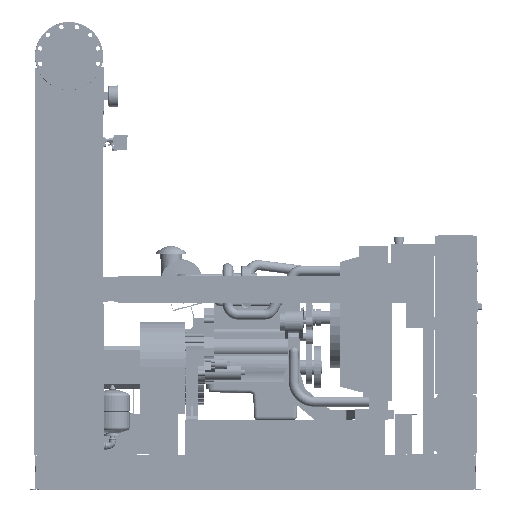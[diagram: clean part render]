
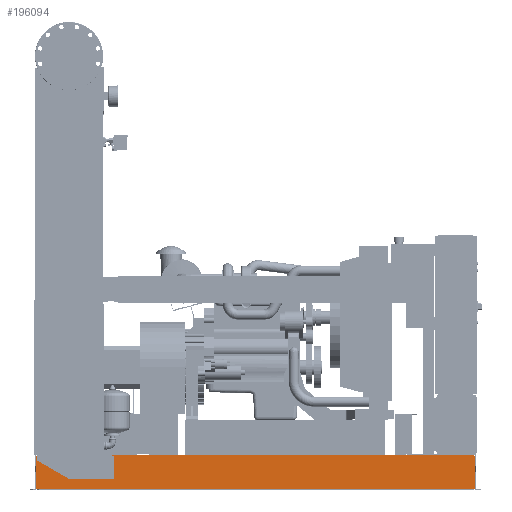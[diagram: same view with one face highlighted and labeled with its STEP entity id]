
A CAD part, front view. The second image highlights one B-rep face of the part: STEP entity #196094.
In plain terms, the highlighted free-form (B-spline) face has degree [1, 1] with [2, 2] control points.
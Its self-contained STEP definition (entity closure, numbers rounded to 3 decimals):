
#191035=CARTESIAN_POINT('',(-191.0,-738.5,202.));
#191036=VERTEX_POINT('',#191035);
#191043=CARTESIAN_POINT('',(-191.0,-738.5,208.));
#191044=VERTEX_POINT('',#191043);
#191045=CARTESIAN_POINT('',(-191.0,-738.5,202.));
#191046=DIRECTION('',(0.0,0.0,1.0));
#191047=VECTOR('',#191046,6.);
#191048=LINE('',#191045,#191047);
#191049=EDGE_CURVE('',#191036,#191044,#191048,.T.);
#194368=CARTESIAN_POINT('',(2403.0,-738.5,208.));
#194369=VERTEX_POINT('',#194368);
#194370=CARTESIAN_POINT('',(-191.0,-738.5,208.));
#194371=DIRECTION('',(1.0,0.0,0.0));
#194372=VECTOR('',#194371,2594.0);
#194373=LINE('',#194370,#194372);
#194374=EDGE_CURVE('',#191044,#194369,#194373,.T.);
#195671=CARTESIAN_POINT('',(2411.0,-738.5,202.));
#195672=VERTEX_POINT('',#195671);
#195679=CARTESIAN_POINT('',(2411.0,-738.5,112.689));
#195680=VERTEX_POINT('',#195679);
#195681=CARTESIAN_POINT('',(2411.0,-738.5,112.689));
#195682=DIRECTION('',(0.0,0.0,1.0));
#195683=VECTOR('',#195682,89.311);
#195684=LINE('',#195681,#195683);
#195685=EDGE_CURVE('',#195680,#195672,#195684,.T.);
#196008=CARTESIAN_POINT('',(-199.0,-738.5,3.));
#196009=CARTESIAN_POINT('',(-199.0,-738.5,208.));
#196010=CARTESIAN_POINT('',(2411.0,-738.5,3.));
#196011=CARTESIAN_POINT('',(2411.0,-738.5,208.));
#196012=B_SPLINE_SURFACE_WITH_KNOTS('',1,1,((#196008,#196010),(#196009,#196011)),.UNSPECIFIED.,.F.,.F.,.U.,(2,2),(2,2),(0.0,205.),(0.0,2610.0),.UNSPECIFIED.);
#196013=CARTESIAN_POINT('',(2411.0,-738.5,6.));
#196014=VERTEX_POINT('',#196013);
#196015=CARTESIAN_POINT('',(2411.0,-738.5,6.));
#196016=DIRECTION('',(0.0,0.0,1.0));
#196017=VECTOR('',#196016,106.689);
#196018=LINE('',#196015,#196017);
#196019=EDGE_CURVE('',#196014,#195680,#196018,.T.);
#196020=ORIENTED_EDGE('',*,*,#196019,.T.);
#196021=ORIENTED_EDGE('',*,*,#195685,.T.);
#196022=CARTESIAN_POINT('',(2403.0,-738.5,202.));
#196023=VERTEX_POINT('',#196022);
#196024=CARTESIAN_POINT('',(2411.0,-738.5,202.));
#196025=DIRECTION('',(-1.0,0.0,0.0));
#196026=VECTOR('',#196025,8.0);
#196027=LINE('',#196024,#196026);
#196028=EDGE_CURVE('',#195672,#196023,#196027,.T.);
#196029=ORIENTED_EDGE('',*,*,#196028,.T.);
#196030=CARTESIAN_POINT('',(2403.0,-738.5,208.));
#196031=DIRECTION('',(0.0,0.0,-1.0));
#196032=VECTOR('',#196031,6.);
#196033=LINE('',#196030,#196032);
#196034=EDGE_CURVE('',#194369,#196023,#196033,.T.);
#196035=ORIENTED_EDGE('',*,*,#196034,.F.);
#196036=ORIENTED_EDGE('',*,*,#194374,.F.);
#196037=ORIENTED_EDGE('',*,*,#191049,.F.);
#196038=CARTESIAN_POINT('',(-199.0,-738.5,202.));
#196039=VERTEX_POINT('',#196038);
#196040=CARTESIAN_POINT('',(-191.0,-738.5,202.));
#196041=DIRECTION('',(-1.0,0.0,0.0));
#196042=VECTOR('',#196041,8.0);
#196043=LINE('',#196040,#196042);
#196044=EDGE_CURVE('',#191036,#196039,#196043,.T.);
#196045=ORIENTED_EDGE('',*,*,#196044,.T.);
#196046=CARTESIAN_POINT('',(-199.0,-738.5,6.));
#196047=VERTEX_POINT('',#196046);
#196048=CARTESIAN_POINT('',(-199.0,-738.5,202.));
#196049=DIRECTION('',(0.0,0.0,-1.0));
#196050=VECTOR('',#196049,196.);
#196051=LINE('',#196048,#196050);
#196052=EDGE_CURVE('',#196039,#196047,#196051,.T.);
#196053=ORIENTED_EDGE('',*,*,#196052,.T.);
#196054=CARTESIAN_POINT('',(-191.0,-738.5,6.));
#196055=VERTEX_POINT('',#196054);
#196056=CARTESIAN_POINT('',(-199.0,-738.5,6.));
#196057=DIRECTION('',(1.0,0.0,0.0));
#196058=VECTOR('',#196057,8.0);
#196059=LINE('',#196056,#196058);
#196060=EDGE_CURVE('',#196047,#196055,#196059,.T.);
#196061=ORIENTED_EDGE('',*,*,#196060,.T.);
#196062=CARTESIAN_POINT('',(-191.0,-738.5,3.));
#196063=VERTEX_POINT('',#196062);
#196064=CARTESIAN_POINT('',(-191.0,-738.5,3.));
#196065=DIRECTION('',(0.0,0.0,1.0));
#196066=VECTOR('',#196065,3.);
#196067=LINE('',#196064,#196066);
#196068=EDGE_CURVE('',#196063,#196055,#196067,.T.);
#196069=ORIENTED_EDGE('',*,*,#196068,.F.);
#196070=CARTESIAN_POINT('',(2403.0,-738.5,3.));
#196071=VERTEX_POINT('',#196070);
#196072=CARTESIAN_POINT('',(2403.0,-738.5,3.));
#196073=DIRECTION('',(-1.0,0.0,0.0));
#196074=VECTOR('',#196073,2594.0);
#196075=LINE('',#196072,#196074);
#196076=EDGE_CURVE('',#196071,#196063,#196075,.T.);
#196077=ORIENTED_EDGE('',*,*,#196076,.F.);
#196078=CARTESIAN_POINT('',(2403.0,-738.5,6.));
#196079=VERTEX_POINT('',#196078);
#196080=CARTESIAN_POINT('',(2403.0,-738.5,6.));
#196081=DIRECTION('',(0.0,0.0,-1.0));
#196082=VECTOR('',#196081,3.);
#196083=LINE('',#196080,#196082);
#196084=EDGE_CURVE('',#196079,#196071,#196083,.T.);
#196085=ORIENTED_EDGE('',*,*,#196084,.F.);
#196086=CARTESIAN_POINT('',(2403.0,-738.5,6.));
#196087=DIRECTION('',(1.0,0.0,0.0));
#196088=VECTOR('',#196087,8.0);
#196089=LINE('',#196086,#196088);
#196090=EDGE_CURVE('',#196079,#196014,#196089,.T.);
#196091=ORIENTED_EDGE('',*,*,#196090,.T.);
#196092=EDGE_LOOP('',(#196020,#196021,#196029,#196035,#196036,#196037,#196045,#196053,#196061,#196069,#196077,#196085,#196091));
#196093=FACE_OUTER_BOUND('',#196092,.T.);
#196094=ADVANCED_FACE('',(#196093),#196012,.F.);
